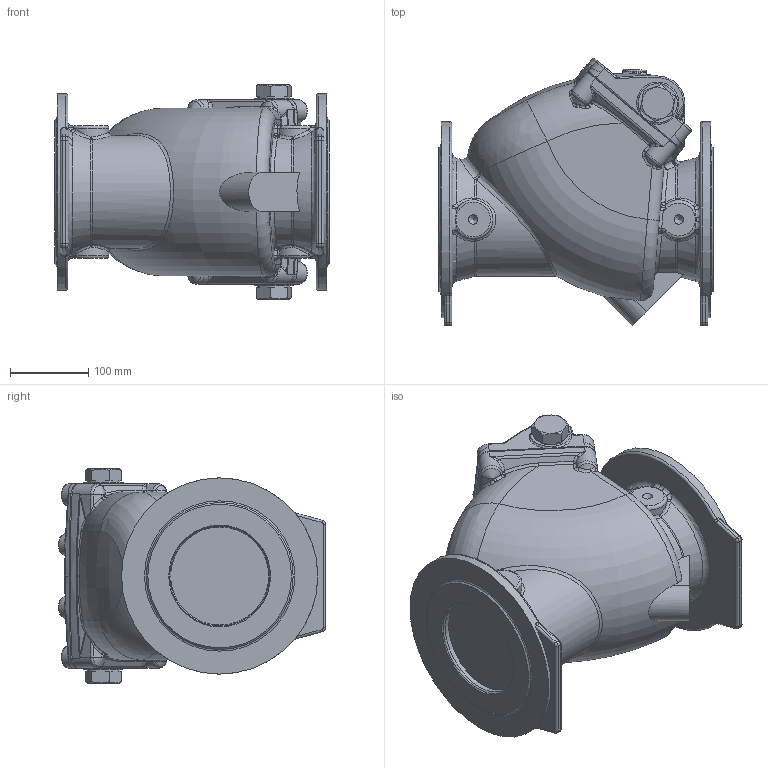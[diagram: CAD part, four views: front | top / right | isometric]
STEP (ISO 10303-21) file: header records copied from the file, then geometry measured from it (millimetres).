
FILE_DESCRIPTION (( 'STEP AP203' ), '1' );
FILE_NAME ('O_41_61_DN125_AA1_step.step', '2016-09-26T06:38:10', ( 'Windows User' ), ( 'AVK' ), 'SwSTEP 2.0', 'SolidWorks 2012', '' );
FILE_SCHEMA (( 'CONFIG_CONTROL_DESIGN' ));
Products named in the file (1): O_41_61_DN125_AA1_step
Bounding box: 350 x 340.53 x 273 mm (x, y, z)
Volume: 14340908.6 mm3; surface area: 504693 mm2
Topology: 1 solids, 1 shells, 601 faces, 1464 edges, 849 vertices
Faces by surface type: bspline 270, cylinder 127, plane 97, torus 67, cone 26, sphere 14
Full cylindrical faces by diameter (mm): 30 x1, 50 x2, 125 x2, 250 x2
Entity records: 31726 total; most frequent: CARTESIAN_POINT 20060, ORIENTED_EDGE 2798, DIRECTION 1898, EDGE_CURVE 1399, VERTEX_POINT 833, AXIS2_PLACEMENT_3D 811, EDGE_LOOP 634, FACE_OUTER_BOUND 617
